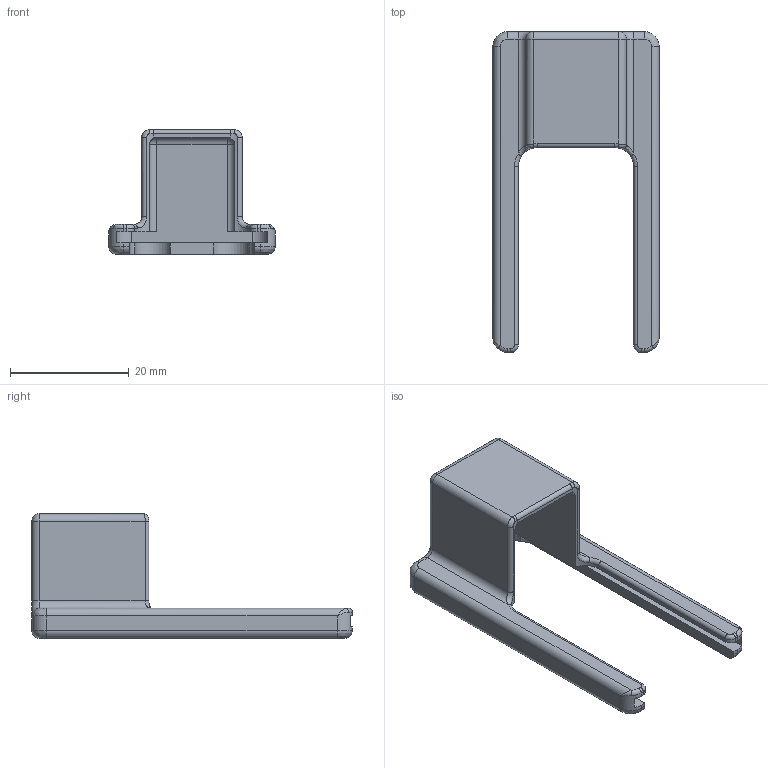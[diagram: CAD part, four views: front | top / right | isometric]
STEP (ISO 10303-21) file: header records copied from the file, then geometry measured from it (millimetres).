
FILE_DESCRIPTION(/* description */ (''),/* implementation_level */ '2;1');
FILE_NAME(/* name */ 'USB HUB 2.0 v8.step',/* time_stamp */ '2024-11-13T20:50:42-06:00',/* author */ (''),/* organization */ (''),/* preprocessor_version */ 'ST-DEVELOPER v20',/* originating_system */ 'Autodesk Translation Framework v13.20.0.188',/* authorisation */ '');
FILE_SCHEMA (('AUTOMOTIVE_DESIGN { 1 0 10303 214 3 1 1 }'));
Length unit declared in the file: inch
Products named in the file (1): USB HUB 2.0
Bounding box: 28.02 x 54 x 20.95 mm (x, y, z)
Volume: 3186.8 mm3; surface area: 4930.9 mm2
Topology: 1 solids, 1 shells, 96 faces, 237 edges, 141 vertices
Faces by surface type: cylinder 42, plane 28, bspline 14, torus 8, sphere 4
Entity records: 3178 total; most frequent: CARTESIAN_POINT 901, DIRECTION 490, ORIENTED_EDGE 470, EDGE_CURVE 235, AXIS2_PLACEMENT_3D 188, VERTEX_POINT 141, LINE 114, VECTOR 114
